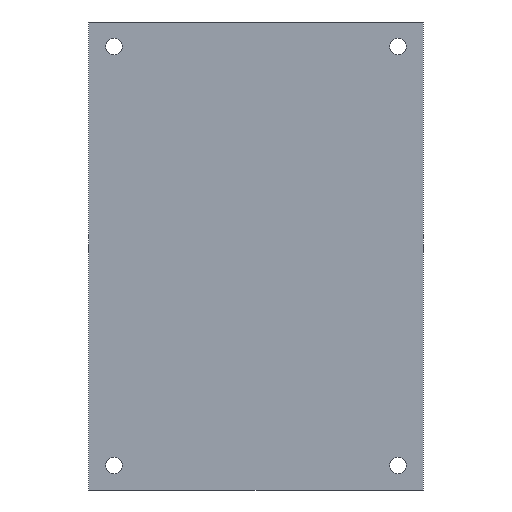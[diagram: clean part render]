
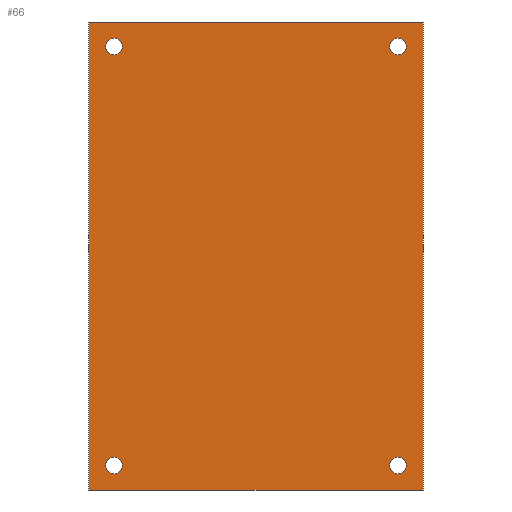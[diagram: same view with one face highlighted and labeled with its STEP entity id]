
A CAD part, front view. The second image highlights one B-rep face of the part: STEP entity #66.
In plain terms, the highlighted planar face has unit normal (0, -1, 0).
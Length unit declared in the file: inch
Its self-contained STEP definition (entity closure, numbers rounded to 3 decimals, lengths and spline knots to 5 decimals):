
#2 = ORIENTED_EDGE ( 'NONE', *, *, #200, .T. ) ;
#5 = ORIENTED_EDGE ( 'NONE', *, *, #49, .T. ) ;
#17 = VERTEX_POINT ( 'NONE', #157 ) ;
#31 = VERTEX_POINT ( 'NONE', #107 ) ;
#32 = VERTEX_POINT ( 'NONE', #173 ) ;
#36 = EDGE_CURVE ( 'NONE', #32, #17, #360, .T. ) ;
#38 = EDGE_CURVE ( 'NONE', #255, #259, #357, .T. ) ;
#40 = EDGE_CURVE ( 'NONE', #31, #274, #361, .T. ) ;
#44 = EDGE_CURVE ( 'NONE', #261, #269, #372, .T. ) ;
#45 = EDGE_CURVE ( 'NONE', #17, #31, #370, .T. ) ;
#47 = EDGE_CURVE ( 'NONE', #269, #261, #374, .T. ) ;
#48 = EDGE_CURVE ( 'NONE', #259, #255, #379, .T. ) ;
#49 = EDGE_CURVE ( 'NONE', #251, #279, #380, .T. ) ;
#50 = EDGE_CURVE ( 'NONE', #274, #32, #377, .T. ) ;
#55 = EDGE_CURVE ( 'NONE', #260, #256, #389, .T. ) ;
#66 = ADVANCED_FACE ( 'NONE', ( #407, #409, #392, #408, #403 ), #104, .T. ) ;
#76 = DIRECTION ( 'NONE',  ( 0., 0., 1. ) ) ;
#85 = CARTESIAN_POINT ( 'NONE',  ( 2.125, -0.1, -3.1325 ) ) ;
#87 = DIRECTION ( 'NONE',  ( 0., 0., 1. ) ) ;
#88 = DIRECTION ( 'NONE',  ( -1., 0., 0. ) ) ;
#91 = DIRECTION ( 'NONE',  ( 0., 1., 0. ) ) ;
#99 = DIRECTION ( 'NONE',  ( 0., 0., -1. ) ) ;
#103 = CARTESIAN_POINT ( 'NONE',  ( -2.5, -0.1, 3.5 ) ) ;
#104 = PLANE ( 'NONE',  #224 ) ;
#105 = DIRECTION ( 'NONE',  ( 0., 0., 1. ) ) ;
#107 = CARTESIAN_POINT ( 'NONE',  ( 2.5, -0.1, -3.5 ) ) ;
#110 = DIRECTION ( 'NONE',  ( 0., -1., 0. ) ) ;
#118 = CARTESIAN_POINT ( 'NONE',  ( -2.125, -0.1, 3.1325 ) ) ;
#120 = CARTESIAN_POINT ( 'NONE',  ( 2.5, -0.1, -3.5 ) ) ;
#124 = DIRECTION ( 'NONE',  ( 0., 1., 0. ) ) ;
#127 = DIRECTION ( 'NONE',  ( 0., 0., 1. ) ) ;
#129 = DIRECTION ( 'NONE',  ( 0., 0., 1. ) ) ;
#130 = CARTESIAN_POINT ( 'NONE',  ( -2.125, -0.1, 3.1325 ) ) ;
#131 = CARTESIAN_POINT ( 'NONE',  ( 2.125, -0.1, 3.1325 ) ) ;
#136 = DIRECTION ( 'NONE',  ( 0., 1., 0. ) ) ;
#145 = DIRECTION ( 'NONE',  ( 0., 0., -1. ) ) ;
#146 = CARTESIAN_POINT ( 'NONE',  ( -2.5, -0.1, -3.5 ) ) ;
#150 = CARTESIAN_POINT ( 'NONE',  ( -2.125, -0.1, -3.1325 ) ) ;
#153 = CARTESIAN_POINT ( 'NONE',  ( 2.5, -0.1, -3.5 ) ) ;
#155 = DIRECTION ( 'NONE',  ( 0., 1., 0. ) ) ;
#157 = CARTESIAN_POINT ( 'NONE',  ( 2.5, -0.1, 3.5 ) ) ;
#173 = CARTESIAN_POINT ( 'NONE',  ( -2.5, -0.1, 3.5 ) ) ;
#174 = DIRECTION ( 'NONE',  ( 0., 0., 1. ) ) ;
#175 = CARTESIAN_POINT ( 'NONE',  ( 2.5, -0.1, 3.5 ) ) ;
#176 = CARTESIAN_POINT ( 'NONE',  ( -2.125, -0.1, -3.1325 ) ) ;
#179 = DIRECTION ( 'NONE',  ( 0., 0., 1. ) ) ;
#182 = DIRECTION ( 'NONE',  ( 0., 1., 0. ) ) ;
#184 = DIRECTION ( 'NONE',  ( 0., 1., 0. ) ) ;
#198 = DIRECTION ( 'NONE',  ( 1., 0., 0. ) ) ;
#200 = EDGE_CURVE ( 'NONE', #279, #251, #423, .T. ) ;
#202 = EDGE_CURVE ( 'NONE', #256, #260, #427, .T. ) ;
#207 = AXIS2_PLACEMENT_3D ( 'NONE', #150, #184, #105 ) ;
#209 = AXIS2_PLACEMENT_3D ( 'NONE', #118, #124, #127 ) ;
#210 = AXIS2_PLACEMENT_3D ( 'NONE', #130, #136, #179 ) ;
#211 = AXIS2_PLACEMENT_3D ( 'NONE', #176, #155, #76 ) ;
#212 = AXIS2_PLACEMENT_3D ( 'NONE', #131, #182, #174 ) ;
#214 = AXIS2_PLACEMENT_3D ( 'NONE', #85, #91, #87 ) ;
#224 = AXIS2_PLACEMENT_3D ( 'NONE', #103, #110, #99 ) ;
#225 = AXIS2_PLACEMENT_3D ( 'NONE', #320, #319, #322 ) ;
#232 = AXIS2_PLACEMENT_3D ( 'NONE', #331, #329, #328 ) ;
#251 = VERTEX_POINT ( 'NONE', #335 ) ;
#255 = VERTEX_POINT ( 'NONE', #334 ) ;
#256 = VERTEX_POINT ( 'NONE', #310 ) ;
#259 = VERTEX_POINT ( 'NONE', #309 ) ;
#260 = VERTEX_POINT ( 'NONE', #305 ) ;
#261 = VERTEX_POINT ( 'NONE', #306 ) ;
#263 = EDGE_LOOP ( 'NONE', ( #462, #453 ) ) ;
#267 = EDGE_LOOP ( 'NONE', ( #5, #2 ) ) ;
#269 = VERTEX_POINT ( 'NONE', #313 ) ;
#274 = VERTEX_POINT ( 'NONE', #302 ) ;
#279 = VERTEX_POINT ( 'NONE', #315 ) ;
#302 = CARTESIAN_POINT ( 'NONE',  ( -2.5, -0.1, -3.5 ) ) ;
#305 = CARTESIAN_POINT ( 'NONE',  ( 2.125, -0.1, -3.0075 ) ) ;
#306 = CARTESIAN_POINT ( 'NONE',  ( -2.125, -0.1, 3.2575 ) ) ;
#309 = CARTESIAN_POINT ( 'NONE',  ( -2.125, -0.1, -3.0075 ) ) ;
#310 = CARTESIAN_POINT ( 'NONE',  ( 2.125, -0.1, -3.2575 ) ) ;
#313 = CARTESIAN_POINT ( 'NONE',  ( -2.125, -0.1, 3.0075 ) ) ;
#315 = CARTESIAN_POINT ( 'NONE',  ( 2.125, -0.1, 3.0075 ) ) ;
#319 = DIRECTION ( 'NONE',  ( 0., 1., 0. ) ) ;
#320 = CARTESIAN_POINT ( 'NONE',  ( 2.125, -0.1, 3.1325 ) ) ;
#322 = DIRECTION ( 'NONE',  ( 0., 0., 1. ) ) ;
#328 = DIRECTION ( 'NONE',  ( 0., 0., 1. ) ) ;
#329 = DIRECTION ( 'NONE',  ( 0., 1., 0. ) ) ;
#331 = CARTESIAN_POINT ( 'NONE',  ( 2.125, -0.1, -3.1325 ) ) ;
#334 = CARTESIAN_POINT ( 'NONE',  ( -2.125, -0.1, -3.2575 ) ) ;
#335 = CARTESIAN_POINT ( 'NONE',  ( 2.125, -0.1, 3.2575 ) ) ;
#357 = CIRCLE ( 'NONE', #207, 0.125 ) ;
#360 = LINE ( 'NONE', #175, #363 ) ;
#361 = LINE ( 'NONE', #120, #367 ) ;
#363 = VECTOR ( 'NONE', #198, 39.37008 ) ;
#367 = VECTOR ( 'NONE', #88, 39.37008 ) ;
#370 = LINE ( 'NONE', #153, #376 ) ;
#372 = CIRCLE ( 'NONE', #209, 0.125 ) ;
#374 = CIRCLE ( 'NONE', #210, 0.125 ) ;
#376 = VECTOR ( 'NONE', #145, 39.37008 ) ;
#377 = LINE ( 'NONE', #146, #383 ) ;
#379 = CIRCLE ( 'NONE', #211, 0.125 ) ;
#380 = CIRCLE ( 'NONE', #212, 0.125 ) ;
#383 = VECTOR ( 'NONE', #129, 39.37008 ) ;
#389 = CIRCLE ( 'NONE', #214, 0.125 ) ;
#392 = FACE_BOUND ( 'NONE', #506, .T. ) ;
#403 = FACE_OUTER_BOUND ( 'NONE', #498, .T. ) ;
#407 = FACE_BOUND ( 'NONE', #267, .T. ) ;
#408 = FACE_BOUND ( 'NONE', #484, .T. ) ;
#409 = FACE_BOUND ( 'NONE', #263, .T. ) ;
#423 = CIRCLE ( 'NONE', #225, 0.125 ) ;
#427 = CIRCLE ( 'NONE', #232, 0.125 ) ;
#443 = ORIENTED_EDGE ( 'NONE', *, *, #202, .T. ) ;
#445 = ORIENTED_EDGE ( 'NONE', *, *, #48, .T. ) ;
#450 = ORIENTED_EDGE ( 'NONE', *, *, #55, .T. ) ;
#453 = ORIENTED_EDGE ( 'NONE', *, *, #47, .T. ) ;
#454 = ORIENTED_EDGE ( 'NONE', *, *, #50, .F. ) ;
#458 = ORIENTED_EDGE ( 'NONE', *, *, #38, .T. ) ;
#462 = ORIENTED_EDGE ( 'NONE', *, *, #44, .T. ) ;
#472 = ORIENTED_EDGE ( 'NONE', *, *, #40, .F. ) ;
#477 = ORIENTED_EDGE ( 'NONE', *, *, #45, .F. ) ;
#484 = EDGE_LOOP ( 'NONE', ( #445, #458 ) ) ;
#493 = ORIENTED_EDGE ( 'NONE', *, *, #36, .F. ) ;
#498 = EDGE_LOOP ( 'NONE', ( #454, #472, #477, #493 ) ) ;
#506 = EDGE_LOOP ( 'NONE', ( #450, #443 ) ) ;
